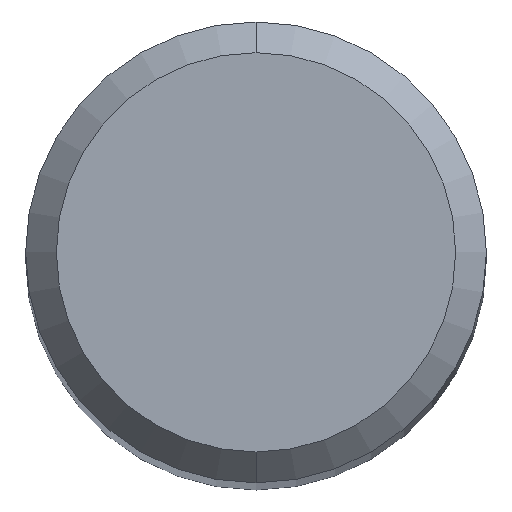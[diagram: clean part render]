
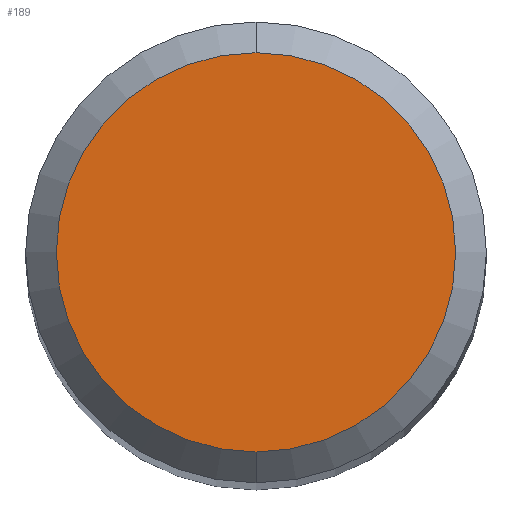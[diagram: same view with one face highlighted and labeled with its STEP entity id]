
A CAD part, top view. The second image highlights one B-rep face of the part: STEP entity #189.
In plain terms, the highlighted planar face has unit normal (0, 0, 1).
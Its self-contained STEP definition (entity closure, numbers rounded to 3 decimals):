
#139=VERTEX_POINT('',#287);
#151=EDGE_CURVE('',#187,#139,#299,.T.);
#153=EDGE_CURVE('',#139,#187,#301,.T.);
#187=VERTEX_POINT('',#339);
#189=ADVANCED_FACE('',(#341),#342,.T.);
#287=CARTESIAN_POINT('',(0.,-2.6,0.0));
#299=CIRCLE('',#474,2.6);
#301=CIRCLE('',#477,2.6);
#339=CARTESIAN_POINT('',(0.0,2.6,0.0));
#341=FACE_OUTER_BOUND('',#526,.T.);
#342=PLANE('',#527);
#474=AXIS2_PLACEMENT_3D('',#634,#635,#636);
#477=AXIS2_PLACEMENT_3D('',#637,#638,#639);
#526=EDGE_LOOP('',(#689,#690));
#527=AXIS2_PLACEMENT_3D('',#691,#692,#693);
#634=CARTESIAN_POINT('',(0.0,0.0,0.0));
#635=DIRECTION('',(0.0,0.0,-1.0));
#636=DIRECTION('',(0.0,1.0,0.0));
#637=CARTESIAN_POINT('',(0.0,0.0,0.0));
#638=DIRECTION('',(0.0,0.0,-1.0));
#639=DIRECTION('',(0.0,1.0,0.0));
#689=ORIENTED_EDGE('',*,*,#151,.F.);
#690=ORIENTED_EDGE('',*,*,#153,.F.);
#691=CARTESIAN_POINT('',(0.0,1.3,0.0));
#692=DIRECTION('',(-0.0,0.0,1.0));
#693=DIRECTION('',(0.0,-1.0,0.0));
